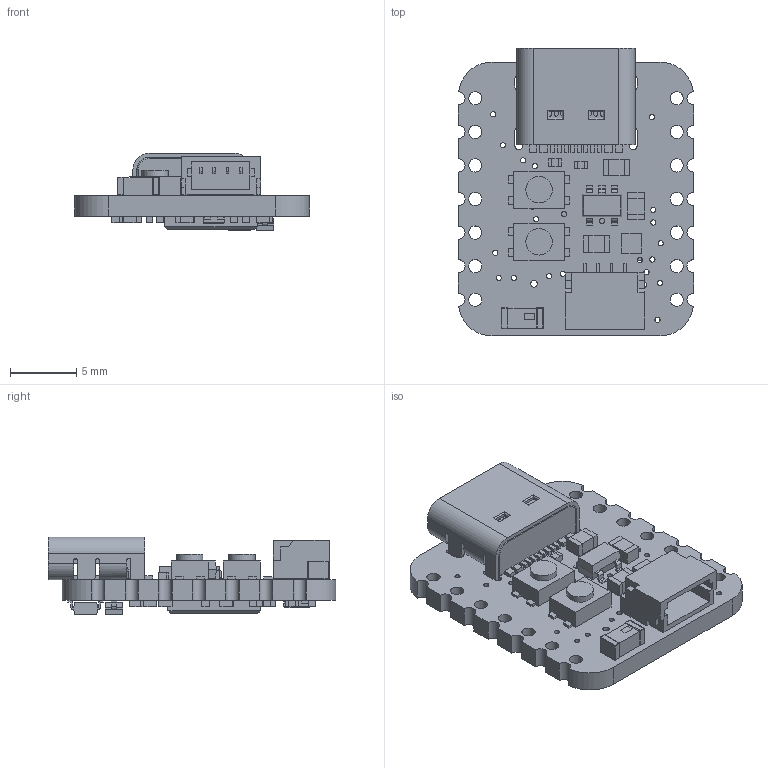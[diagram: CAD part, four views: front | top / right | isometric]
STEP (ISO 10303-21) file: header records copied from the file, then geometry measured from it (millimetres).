
FILE_DESCRIPTION(/* description */ (''),/* implementation_level */ '2;1');
FILE_NAME(/* name */ 'PCB Component.step',/* time_stamp */ '2024-05-16T14:15:52-04:00',/* author */ (''),/* organization */ (''),/* preprocessor_version */ 'ST-DEVELOPER v20',/* originating_system */ 'Autodesk Translation Framework v13.14.0.145',/* authorisation */ '');
FILE_SCHEMA (('AUTOMOTIVE_DESIGN { 1 0 10303 214 3 1 1 }'));
Length unit declared in the file: millimetre
Products named in the file (15): PCB Component; Board; 22uF; BOOT0; 1uF; USB TYPE C; STEMMA_I2C_QTSKINNY; AP2112K-3.3; WS2812B_SK6805_1515;   NSR0320; 0 ohm; 40MHz; 2.4 GHz Antenna; ESP32-S3QFN54; TPB1,27
Assembly tree (41 placements, depth 2):
  PCB Component
    Board
    22uF  x3
    BOOT0  x2
    1uF  x23
    USB TYPE C
    STEMMA_I2C_QTSKINNY
    AP2112K-3.3
    WS2812B_SK6805_1515
      NSR0320  x2
    0 ohm
    40MHz
    2.4 GHz Antenna
    ESP32-S3QFN54
    TPB1,27  x2
Bounding box: 17.78 x 21.76 x 5.87 mm (x, y, z)
Volume: 798 mm3; surface area: 1988.8 mm2
Topology: 62 solids, 62 shells, 1352 faces, 3475 edges, 2252 vertices
Faces by surface type: plane 1054, cylinder 258, sphere 22, torus 10, cone 6, bspline 2
Full cylindrical faces by diameter (mm): 0.394 x38, 0.5 x3, 0.65 x2, 1 x14, 2 x2
Entity records: 30014 total; most frequent: CARTESIAN_POINT 5093, DIRECTION 4932, ORIENTED_EDGE 4852, EDGE_CURVE 2426, LINE 1894, VECTOR 1894, VERTEX_POINT 1570, AXIS2_PLACEMENT_3D 1519
